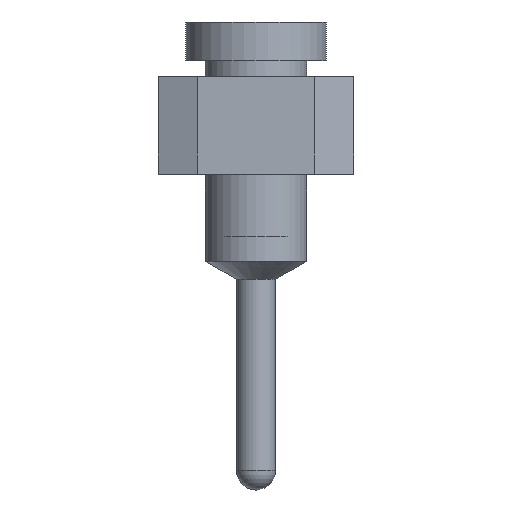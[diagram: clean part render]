
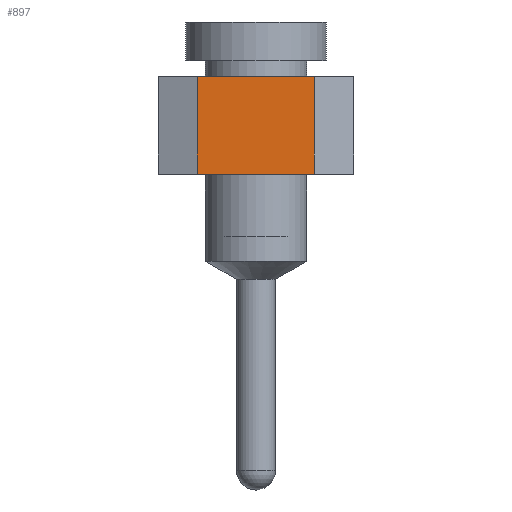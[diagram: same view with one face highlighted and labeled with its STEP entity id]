
A CAD part, left-side view. The second image highlights one B-rep face of the part: STEP entity #897.
In plain terms, the highlighted planar face has unit normal (-1, 0, 0).
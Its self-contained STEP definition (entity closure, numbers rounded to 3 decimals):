
#897 = ADVANCED_FACE('',(#898),#932,.F.);
#898 = FACE_BOUND('',#899,.T.);
#899 = EDGE_LOOP('',(#900,#910,#918,#926));
#900 = ORIENTED_EDGE('',*,*,#901,.T.);
#901 = EDGE_CURVE('',#902,#904,#906,.T.);
#902 = VERTEX_POINT('',#903);
#903 = CARTESIAN_POINT('',(-27.94,0.762,2.57));
#904 = VERTEX_POINT('',#905);
#905 = CARTESIAN_POINT('',(-27.94,0.762,1.3));
#906 = LINE('',#907,#908);
#907 = CARTESIAN_POINT('',(-27.94,0.762,3.84));
#908 = VECTOR('',#909,1.);
#909 = DIRECTION('',(0.,0.,-1.));
#910 = ORIENTED_EDGE('',*,*,#911,.T.);
#911 = EDGE_CURVE('',#904,#912,#914,.T.);
#912 = VERTEX_POINT('',#913);
#913 = CARTESIAN_POINT('',(-27.94,-0.762,1.3));
#914 = LINE('',#915,#916);
#915 = CARTESIAN_POINT('',(-27.94,1.27,1.3));
#916 = VECTOR('',#917,1.);
#917 = DIRECTION('',(0.,-1.,0.));
#918 = ORIENTED_EDGE('',*,*,#919,.F.);
#919 = EDGE_CURVE('',#920,#912,#922,.T.);
#920 = VERTEX_POINT('',#921);
#921 = CARTESIAN_POINT('',(-27.94,-0.762,2.57));
#922 = LINE('',#923,#924);
#923 = CARTESIAN_POINT('',(-27.94,-0.762,3.84));
#924 = VECTOR('',#925,1.);
#925 = DIRECTION('',(0.,0.,-1.));
#926 = ORIENTED_EDGE('',*,*,#927,.F.);
#927 = EDGE_CURVE('',#902,#920,#928,.T.);
#928 = LINE('',#929,#930);
#929 = CARTESIAN_POINT('',(-27.94,1.27,2.57));
#930 = VECTOR('',#931,1.);
#931 = DIRECTION('',(0.,-1.,0.));
#932 = PLANE('',#933);
#933 = AXIS2_PLACEMENT_3D('',#934,#935,#936);
#934 = CARTESIAN_POINT('',(-27.94,1.27,2.57));
#935 = DIRECTION('',(1.,0.,0.));
#936 = DIRECTION('',(0.,1.,0.));
